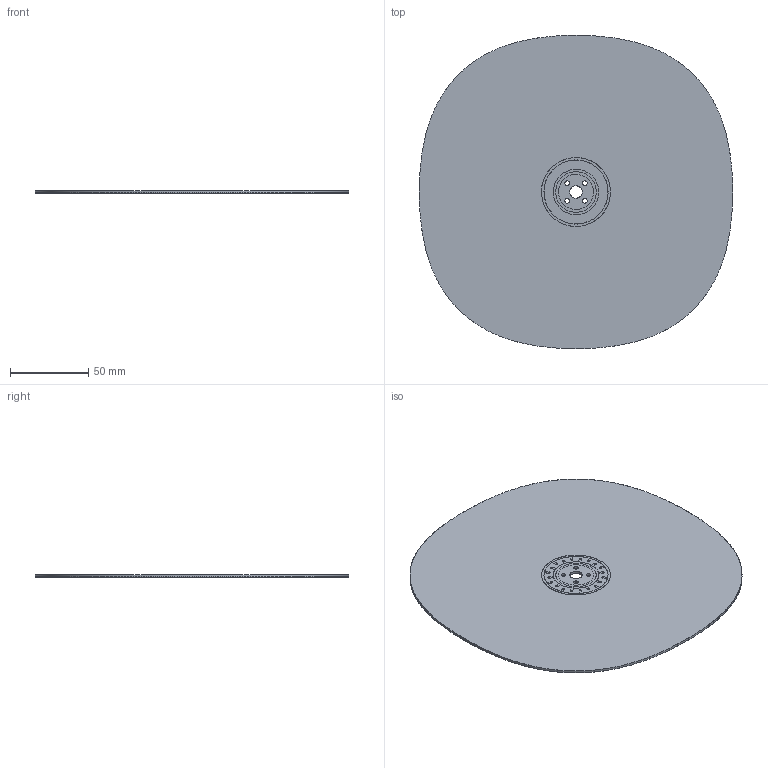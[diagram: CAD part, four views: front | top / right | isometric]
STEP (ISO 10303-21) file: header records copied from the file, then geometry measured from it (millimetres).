
FILE_DESCRIPTION(('KiCad electronic assembly'),'2;1');
FILE_NAME('Rotor.step','2026-01-11T13:47:22',('Pcbnew'),('Kicad'), 'Open CASCADE STEP processor 7.9','KiCad to STEP converter','Unknown' );
FILE_SCHEMA(('AUTOMOTIVE_DESIGN { 1 0 10303 214 1 1 1 1 }'));
Length unit declared in the file: millimetre
Products named in the file (6): Rotor 1; Rotor_copper; Rotor_via; Rotor_soldermask; Rotor_PCB
Assembly tree (5 placements, depth 2):
  Rotor 1
    Rotor_copper
    Rotor_via
    Rotor_soldermask
    Rotor_soldermask
    Rotor_PCB
Bounding box: 200 x 200 x 1.61 mm (x, y, z)
Volume: 50974 mm3; surface area: 156081.9 mm2
Topology: 43 solids, 67 shells, 2210 faces, 8013 edges, 5911 vertices
Faces by surface type: plane 1877, cylinder 333
Full cylindrical faces by diameter (mm): 0.7 x20, 0.725 x40, 0.75 x20, 3 x4, 8 x1, 25.809 x1
Entity records: 86035 total; most frequent: CARTESIAN_POINT 16138, ORIENTED_EDGE 14313, DIRECTION 13545, EDGE_CURVE 8013, LINE 6909, VECTOR 6909, VERTEX_POINT 5911, AXIS2_PLACEMENT_3D 3318
